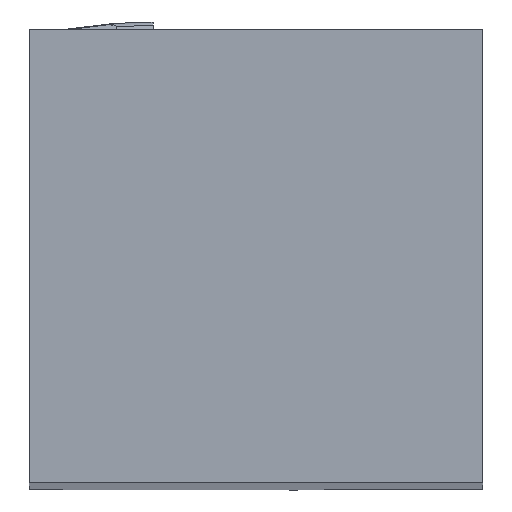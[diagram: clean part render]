
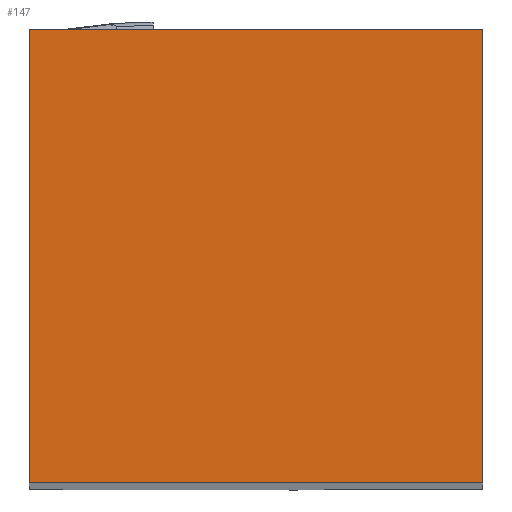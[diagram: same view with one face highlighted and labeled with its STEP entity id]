
A CAD part, top view. The second image highlights one B-rep face of the part: STEP entity #147.
In plain terms, the highlighted planar face has unit normal (0, 0, 1).
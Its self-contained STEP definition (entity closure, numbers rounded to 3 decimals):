
#147=ADVANCED_FACE('',(#220),#188,.F.);
#188=PLANE('',#916);
#220=FACE_OUTER_BOUND('',#254,.T.);
#254=EDGE_LOOP('',(#338,#339,#340,#341));
#338=ORIENTED_EDGE('',*,*,#594,.T.);
#339=ORIENTED_EDGE('',*,*,#585,.F.);
#340=ORIENTED_EDGE('',*,*,#581,.F.);
#341=ORIENTED_EDGE('',*,*,#577,.T.);
#506=VERTEX_POINT('',#1215);
#508=VERTEX_POINT('',#1219);
#511=VERTEX_POINT('',#1228);
#514=VERTEX_POINT('',#1236);
#577=EDGE_CURVE('',#506,#508,#678,.T.);
#581=EDGE_CURVE('',#506,#511,#682,.T.);
#585=EDGE_CURVE('',#511,#514,#686,.T.);
#594=EDGE_CURVE('',#508,#514,#695,.T.);
#678=LINE('',#1220,#761);
#682=LINE('',#1227,#765);
#686=LINE('',#1235,#769);
#695=LINE('',#1252,#778);
#761=VECTOR('',#993,1.);
#765=VECTOR('',#999,1.);
#769=VECTOR('',#1005,1.);
#778=VECTOR('',#1018,1.);
#916=AXIS2_PLACEMENT_3D('',#1258,#1025,#1026);
#993=DIRECTION('',(0.,1.,0.));
#999=DIRECTION('',(-1.,0.,0.));
#1005=DIRECTION('',(0.,1.,0.));
#1018=DIRECTION('',(-1.,0.,0.));
#1025=DIRECTION('',(0.,0.,-1.));
#1026=DIRECTION('',(-1.,0.,0.));
#1215=CARTESIAN_POINT('',(0.,0.,0.));
#1219=CARTESIAN_POINT('',(0.,12.7,0.));
#1220=CARTESIAN_POINT('',(0.,0.,0.));
#1227=CARTESIAN_POINT('',(0.,0.,0.));
#1228=CARTESIAN_POINT('',(-12.7,0.,0.));
#1235=CARTESIAN_POINT('',(-12.7,0.,0.));
#1236=CARTESIAN_POINT('',(-12.7,12.7,0.));
#1252=CARTESIAN_POINT('',(0.,12.7,0.));
#1258=CARTESIAN_POINT('',(0.,0.,0.));
